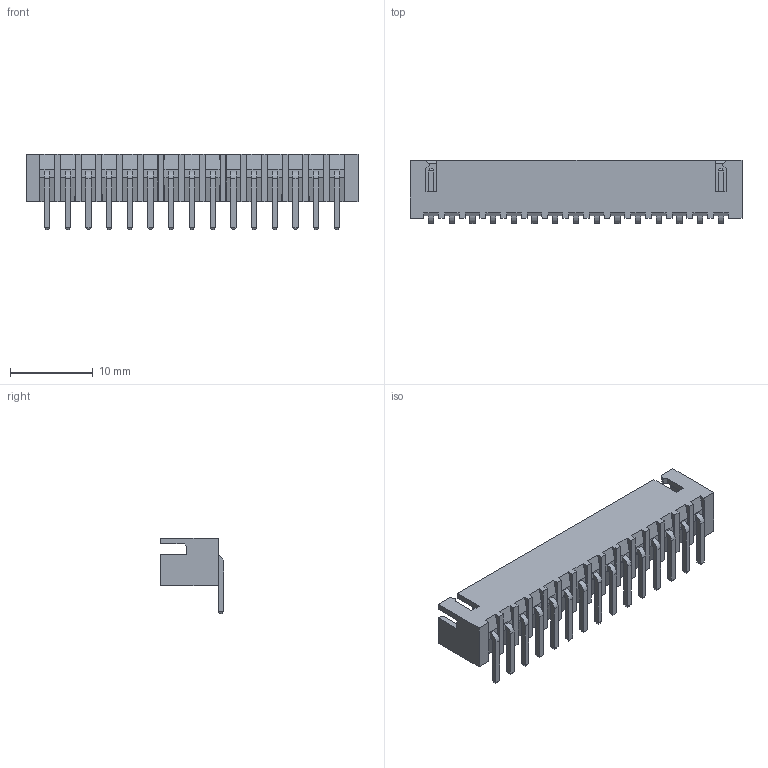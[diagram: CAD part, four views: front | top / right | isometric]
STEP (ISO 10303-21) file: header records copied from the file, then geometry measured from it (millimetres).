
FILE_DESCRIPTION(('STEP AP214'), '1');
FILE_NAME('DS1069', '2019-04-21T13:27:47', ('Nobody'), (''), 'ASCON STEP Converter 1.3', 'ASCON Math Kernel', '');
FILE_SCHEMA(('AUTOMOTIVE_DESIGN { 1 0 10303 214 3 1 1}'));
Length unit declared in the file: millimetre
Assembly tree (16 placements, depth 2):
  (unnamed)
    (unnamed)
    (unnamed)  x15
Bounding box: 40.1 x 7.62 x 9.15 mm (x, y, z)
Volume: 705.6 mm3; surface area: 2086.5 mm2
Topology: 16 solids, 16 shells, 397 faces, 973 edges, 608 vertices
Faces by surface type: plane 367, cylinder 30
Entity records: 6273 total; most frequent: CARTESIAN_POINT 847, ORIENTED_EDGE 826, DIRECTION 741, EDGE_CURVE 413, LINE 409, VECTOR 409, VERTEX_POINT 272, AXIS2_PLACEMENT_3D 166
